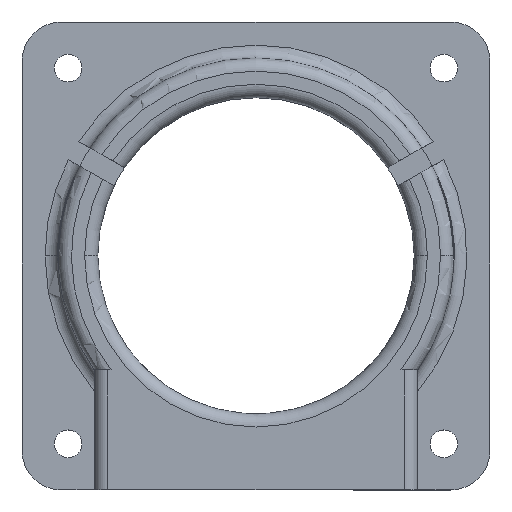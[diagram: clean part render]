
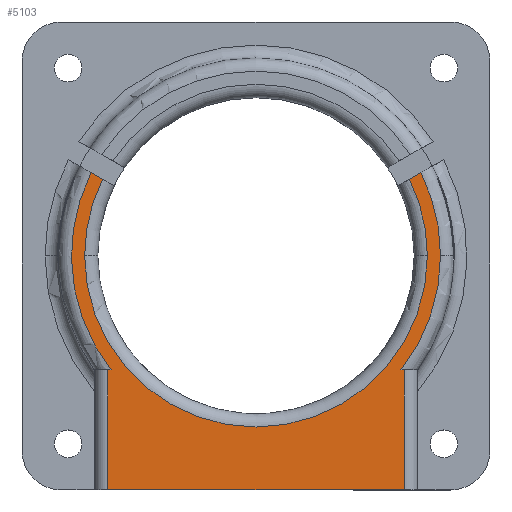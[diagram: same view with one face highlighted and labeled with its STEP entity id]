
A CAD part, top view. The second image highlights one B-rep face of the part: STEP entity #5103.
In plain terms, the highlighted planar face has unit normal (0, 0, 1).
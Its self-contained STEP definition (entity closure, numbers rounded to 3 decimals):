
#26 = AXIS2_PLACEMENT_3D ( 'NONE', #4787, #5352, #2336 ) ;
#43 = VECTOR ( 'NONE', #2981, 1000. ) ;
#65 = DIRECTION ( 'NONE',  ( 1., 0., 0. ) ) ;
#141 = CARTESIAN_POINT ( 'NONE',  ( 0., 0., 30. ) ) ;
#254 = DIRECTION ( 'NONE',  ( 0.866, 0.5, 0. ) ) ;
#263 = CARTESIAN_POINT ( 'NONE',  ( -21.996, -17.325, 30. ) ) ;
#287 = LINE ( 'NONE', #1215, #3015 ) ;
#320 = VERTEX_POINT ( 'NONE', #4226 ) ;
#356 = VERTEX_POINT ( 'NONE', #2313 ) ;
#387 = DIRECTION ( 'NONE',  ( 0., 0., 1. ) ) ;
#501 = DIRECTION ( 'NONE',  ( 1., 0., 0. ) ) ;
#651 = ORIENTED_EDGE ( 'NONE', *, *, #2935, .T. ) ;
#750 = CIRCLE ( 'NONE', #26, 28. ) ;
#755 = LINE ( 'NONE', #3714, #1517 ) ;
#861 = EDGE_LOOP ( 'NONE', ( #2920, #4721, #6054, #5552, #2516, #5144, #6091, #1222, #4550, #1494, #2816, #4762, #651 ) ) ;
#906 = CARTESIAN_POINT ( 'NONE',  ( 22.5, -17.325, 30. ) ) ;
#926 = CARTESIAN_POINT ( 'NONE',  ( 0., 0., 30. ) ) ;
#965 = AXIS2_PLACEMENT_3D ( 'NONE', #5737, #1813, #4331 ) ;
#980 = CARTESIAN_POINT ( 'NONE',  ( 21.996, -17.325, 30. ) ) ;
#1155 = VERTEX_POINT ( 'NONE', #5004 ) ;
#1215 = CARTESIAN_POINT ( 'NONE',  ( -0.8, -1.386, 30. ) ) ;
#1222 = ORIENTED_EDGE ( 'NONE', *, *, #3885, .F. ) ;
#1350 = PLANE ( 'NONE',  #4054 ) ;
#1428 = EDGE_CURVE ( 'NONE', #5073, #3147, #287, .T. ) ;
#1494 = ORIENTED_EDGE ( 'NONE', *, *, #4806, .T. ) ;
#1517 = VECTOR ( 'NONE', #5131, 1000. ) ;
#1519 = CARTESIAN_POINT ( 'NONE',  ( 22.5, -17.325, 30. ) ) ;
#1530 = EDGE_CURVE ( 'NONE', #320, #3523, #750, .T. ) ;
#1535 = CARTESIAN_POINT ( 'NONE',  ( 23.274, 11.59, 30. ) ) ;
#1607 = VERTEX_POINT ( 'NONE', #980 ) ;
#1730 = VECTOR ( 'NONE', #3174, 1000. ) ;
#1813 = DIRECTION ( 'NONE',  ( 0., 0., -1. ) ) ;
#2160 = VERTEX_POINT ( 'NONE', #4421 ) ;
#2204 = CARTESIAN_POINT ( 'NONE',  ( 0., 0., 30. ) ) ;
#2313 = CARTESIAN_POINT ( 'NONE',  ( 22.5, -35.5, 30. ) ) ;
#2320 = EDGE_CURVE ( 'NONE', #3923, #1155, #4215, .T. ) ;
#2336 = DIRECTION ( 'NONE',  ( 1., 0., 0. ) ) ;
#2353 = DIRECTION ( 'NONE',  ( 1., 0., 0. ) ) ;
#2404 = CIRCLE ( 'NONE', #3940, 26. ) ;
#2419 = DIRECTION ( 'NONE',  ( 0., 0., -1. ) ) ;
#2463 = CARTESIAN_POINT ( 'NONE',  ( 25.009, 12.591, 30. ) ) ;
#2516 = ORIENTED_EDGE ( 'NONE', *, *, #5142, .T. ) ;
#2651 = DIRECTION ( 'NONE',  ( 0.866, -0.5, 0. ) ) ;
#2711 = DIRECTION ( 'NONE',  ( 1., 0., 0. ) ) ;
#2816 = ORIENTED_EDGE ( 'NONE', *, *, #3038, .T. ) ;
#2836 = DIRECTION ( 'NONE',  ( 0., 1., 0. ) ) ;
#2920 = ORIENTED_EDGE ( 'NONE', *, *, #4153, .T. ) ;
#2935 = EDGE_CURVE ( 'NONE', #5073, #4951, #5613, .T. ) ;
#2939 = AXIS2_PLACEMENT_3D ( 'NONE', #141, #3413, #501 ) ;
#2981 = DIRECTION ( 'NONE',  ( -1., 0., 0. ) ) ;
#3015 = VECTOR ( 'NONE', #2651, 1000. ) ;
#3038 = EDGE_CURVE ( 'NONE', #2160, #3147, #4503, .T. ) ;
#3096 = DIRECTION ( 'NONE',  ( 0., 0., -1. ) ) ;
#3147 = VERTEX_POINT ( 'NONE', #4657 ) ;
#3174 = DIRECTION ( 'NONE',  ( 0., -1., 0. ) ) ;
#3366 = VERTEX_POINT ( 'NONE', #1519 ) ;
#3413 = DIRECTION ( 'NONE',  ( 0., 0., 1. ) ) ;
#3416 = VECTOR ( 'NONE', #2836, 1000. ) ;
#3523 = VERTEX_POINT ( 'NONE', #2463 ) ;
#3661 = AXIS2_PLACEMENT_3D ( 'NONE', #2204, #3096, #2711 ) ;
#3714 = CARTESIAN_POINT ( 'NONE',  ( -24.5, -17.325, 30. ) ) ;
#3731 = CARTESIAN_POINT ( 'NONE',  ( -25.009, 12.591, 30. ) ) ;
#3735 = VERTEX_POINT ( 'NONE', #1535 ) ;
#3737 = LINE ( 'NONE', #906, #3416 ) ;
#3755 = VECTOR ( 'NONE', #4076, 1000. ) ;
#3885 = EDGE_CURVE ( 'NONE', #3735, #3523, #5684, .T. ) ;
#3923 = VERTEX_POINT ( 'NONE', #4343 ) ;
#3940 = AXIS2_PLACEMENT_3D ( 'NONE', #5986, #2419, #65 ) ;
#3988 = DIRECTION ( 'NONE',  ( 0., 0., 1. ) ) ;
#4054 = AXIS2_PLACEMENT_3D ( 'NONE', #926, #3988, #5946 ) ;
#4076 = DIRECTION ( 'NONE',  ( 1., 0., 0. ) ) ;
#4153 = EDGE_CURVE ( 'NONE', #4951, #3923, #755, .T. ) ;
#4215 = LINE ( 'NONE', #5712, #1730 ) ;
#4226 = CARTESIAN_POINT ( 'NONE',  ( 28., 0., 30. ) ) ;
#4331 = DIRECTION ( 'NONE',  ( 1., 0., 0. ) ) ;
#4343 = CARTESIAN_POINT ( 'NONE',  ( -22.5, -17.325, 30. ) ) ;
#4421 = CARTESIAN_POINT ( 'NONE',  ( -26., 0., 30. ) ) ;
#4503 = CIRCLE ( 'NONE', #3661, 26. ) ;
#4542 = LINE ( 'NONE', #5521, #3755 ) ;
#4550 = ORIENTED_EDGE ( 'NONE', *, *, #4611, .T. ) ;
#4592 = EDGE_CURVE ( 'NONE', #356, #3366, #3737, .T. ) ;
#4611 = EDGE_CURVE ( 'NONE', #3735, #4913, #6210, .T. ) ;
#4645 = CARTESIAN_POINT ( 'NONE',  ( 26., 0., 30. ) ) ;
#4657 = CARTESIAN_POINT ( 'NONE',  ( -23.274, 11.59, 30. ) ) ;
#4721 = ORIENTED_EDGE ( 'NONE', *, *, #2320, .T. ) ;
#4731 = CARTESIAN_POINT ( 'NONE',  ( 0.8, -1.386, 30. ) ) ;
#4737 = CARTESIAN_POINT ( 'NONE',  ( 0., 0., 30. ) ) ;
#4762 = ORIENTED_EDGE ( 'NONE', *, *, #1428, .F. ) ;
#4787 = CARTESIAN_POINT ( 'NONE',  ( 0., 0., 30. ) ) ;
#4806 = EDGE_CURVE ( 'NONE', #4913, #2160, #2404, .T. ) ;
#4859 = LINE ( 'NONE', #5854, #43 ) ;
#4913 = VERTEX_POINT ( 'NONE', #4645 ) ;
#4951 = VERTEX_POINT ( 'NONE', #263 ) ;
#5004 = CARTESIAN_POINT ( 'NONE',  ( -22.5, -35.5, 30. ) ) ;
#5073 = VERTEX_POINT ( 'NONE', #3731 ) ;
#5090 = EDGE_CURVE ( 'NONE', #1607, #320, #5384, .T. ) ;
#5103 = ADVANCED_FACE ( 'NONE', ( #5760 ), #1350, .T. ) ;
#5110 = VECTOR ( 'NONE', #254, 1000. ) ;
#5131 = DIRECTION ( 'NONE',  ( -1., 0., 0. ) ) ;
#5142 = EDGE_CURVE ( 'NONE', #3366, #1607, #4859, .T. ) ;
#5144 = ORIENTED_EDGE ( 'NONE', *, *, #5090, .T. ) ;
#5352 = DIRECTION ( 'NONE',  ( 0., 0., 1. ) ) ;
#5384 = CIRCLE ( 'NONE', #6313, 28. ) ;
#5521 = CARTESIAN_POINT ( 'NONE',  ( -24.5, -35.5, 30. ) ) ;
#5552 = ORIENTED_EDGE ( 'NONE', *, *, #4592, .T. ) ;
#5613 = CIRCLE ( 'NONE', #2939, 28. ) ;
#5684 = LINE ( 'NONE', #4731, #5110 ) ;
#5712 = CARTESIAN_POINT ( 'NONE',  ( -22.5, -35.5, 30. ) ) ;
#5737 = CARTESIAN_POINT ( 'NONE',  ( 0., 0., 30. ) ) ;
#5760 = FACE_OUTER_BOUND ( 'NONE', #861, .T. ) ;
#5854 = CARTESIAN_POINT ( 'NONE',  ( -24.5, -17.325, 30. ) ) ;
#5946 = DIRECTION ( 'NONE',  ( 1., 0., 0. ) ) ;
#5985 = EDGE_CURVE ( 'NONE', #1155, #356, #4542, .T. ) ;
#5986 = CARTESIAN_POINT ( 'NONE',  ( 0., 0., 30. ) ) ;
#6054 = ORIENTED_EDGE ( 'NONE', *, *, #5985, .T. ) ;
#6091 = ORIENTED_EDGE ( 'NONE', *, *, #1530, .T. ) ;
#6210 = CIRCLE ( 'NONE', #965, 26. ) ;
#6313 = AXIS2_PLACEMENT_3D ( 'NONE', #4737, #387, #2353 ) ;
